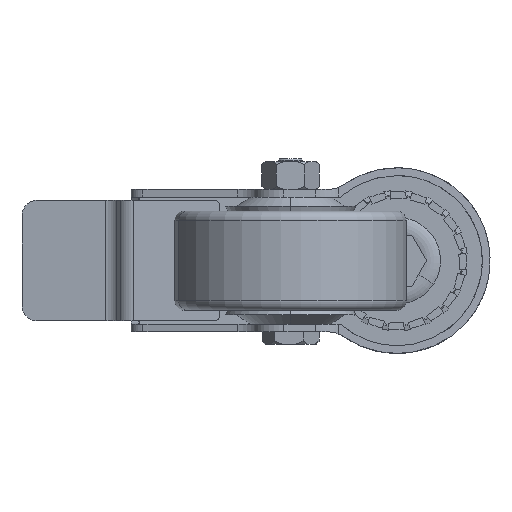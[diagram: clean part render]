
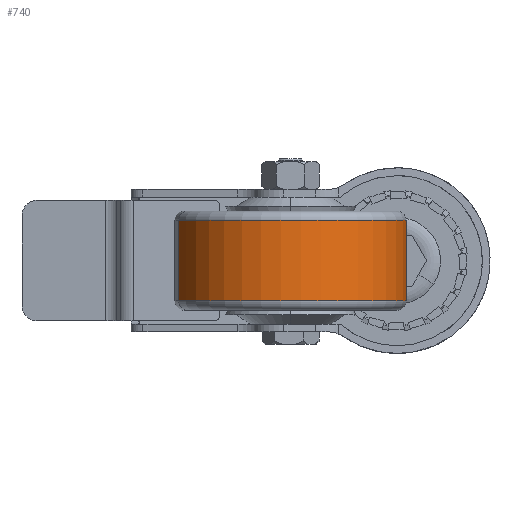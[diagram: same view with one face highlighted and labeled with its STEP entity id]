
A CAD part, front view. The second image highlights one B-rep face of the part: STEP entity #740.
In plain terms, the highlighted cylindrical face has radius 37.5 mm (diameter 75 mm), a partial arc.
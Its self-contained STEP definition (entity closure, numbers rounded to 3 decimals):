
#358 = CARTESIAN_POINT ( 'NONE',  ( 37.5, 0., 13. ) ) ;
#708 = CARTESIAN_POINT ( 'NONE',  ( 37.5, 0., 16. ) ) ;
#740 = ADVANCED_FACE ( 'NONE', ( #7988 ), #4148, .T. ) ;
#857 = EDGE_CURVE ( 'NONE', #7618, #9376, #11758, .T. ) ;
#998 = EDGE_LOOP ( 'NONE', ( #12744, #12513, #3225, #1539 ) ) ;
#1108 = DIRECTION ( 'NONE',  ( 0., 0., -1. ) ) ;
#1539 = ORIENTED_EDGE ( 'NONE', *, *, #857, .F. ) ;
#2964 = CIRCLE ( 'NONE', #8449, 37.5 ) ;
#3225 = ORIENTED_EDGE ( 'NONE', *, *, #10916, .T. ) ;
#4148 = CYLINDRICAL_SURFACE ( 'NONE', #11278, 37.5 ) ;
#4311 = DIRECTION ( 'NONE',  ( 1., 0., 0. ) ) ;
#4337 = DIRECTION ( 'NONE',  ( -1., 0., 0. ) ) ;
#4868 = VECTOR ( 'NONE', #12815, 1000. ) ;
#5120 = VECTOR ( 'NONE', #10760, 1000. ) ;
#5296 = DIRECTION ( 'NONE',  ( 0., 0., -1. ) ) ;
#5852 = LINE ( 'NONE', #708, #4868 ) ;
#6650 = CARTESIAN_POINT ( 'NONE',  ( -37.5, 0., 16. ) ) ;
#6727 = DIRECTION ( 'NONE',  ( 0., 0., 1. ) ) ;
#7262 = CARTESIAN_POINT ( 'NONE',  ( -37.5, 0., -13. ) ) ;
#7442 = CARTESIAN_POINT ( 'NONE',  ( 0., 0., 16. ) ) ;
#7593 = AXIS2_PLACEMENT_3D ( 'NONE', #12263, #5296, #4311 ) ;
#7618 = VERTEX_POINT ( 'NONE', #8155 ) ;
#7988 = FACE_OUTER_BOUND ( 'NONE', #998, .T. ) ;
#8155 = CARTESIAN_POINT ( 'NONE',  ( -37.5, 0., 13. ) ) ;
#8449 = AXIS2_PLACEMENT_3D ( 'NONE', #12699, #6727, #8595 ) ;
#8595 = DIRECTION ( 'NONE',  ( 1., 0., 0. ) ) ;
#8942 = EDGE_CURVE ( 'NONE', #7618, #10030, #9077, .T. ) ;
#9077 = CIRCLE ( 'NONE', #7593, 37.5 ) ;
#9376 = VERTEX_POINT ( 'NONE', #7262 ) ;
#10030 = VERTEX_POINT ( 'NONE', #358 ) ;
#10760 = DIRECTION ( 'NONE',  ( 0., 0., -1. ) ) ;
#10916 = EDGE_CURVE ( 'NONE', #10971, #9376, #2964, .T. ) ;
#10971 = VERTEX_POINT ( 'NONE', #11839 ) ;
#11278 = AXIS2_PLACEMENT_3D ( 'NONE', #7442, #1108, #4337 ) ;
#11434 = EDGE_CURVE ( 'NONE', #10030, #10971, #5852, .T. ) ;
#11758 = LINE ( 'NONE', #6650, #5120 ) ;
#11839 = CARTESIAN_POINT ( 'NONE',  ( 37.5, 0., -13. ) ) ;
#12263 = CARTESIAN_POINT ( 'NONE',  ( 0., 0., 13. ) ) ;
#12513 = ORIENTED_EDGE ( 'NONE', *, *, #11434, .T. ) ;
#12699 = CARTESIAN_POINT ( 'NONE',  ( 0., 0., -13. ) ) ;
#12744 = ORIENTED_EDGE ( 'NONE', *, *, #8942, .T. ) ;
#12815 = DIRECTION ( 'NONE',  ( 0., 0., -1. ) ) ;
